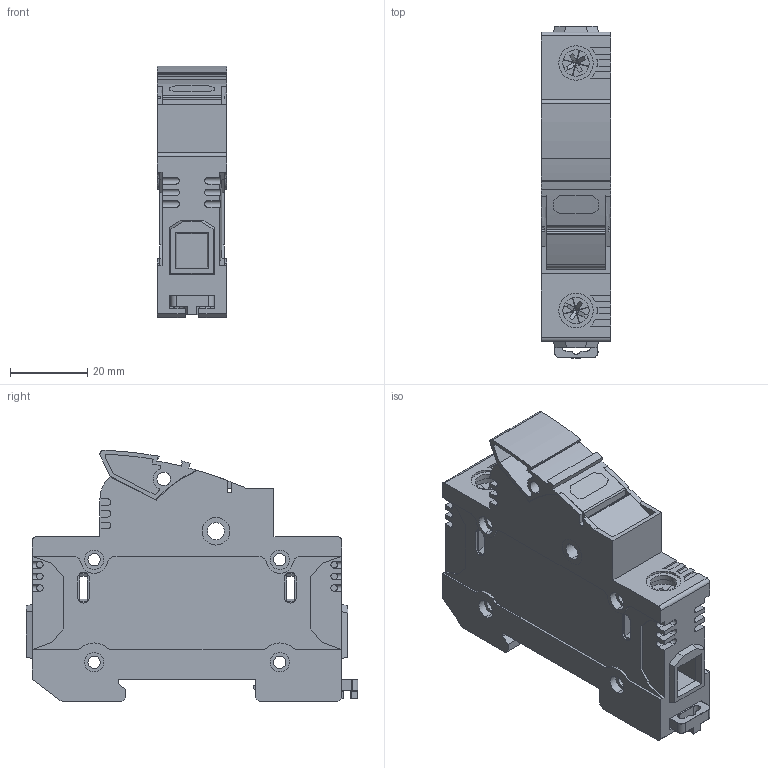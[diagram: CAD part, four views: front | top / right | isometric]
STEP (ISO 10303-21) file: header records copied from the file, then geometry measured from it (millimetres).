
FILE_DESCRIPTION (( 'STEP AP203' ), '1' );
FILE_NAME ('df101-e.ÃÌ Ïðåäîõðàíèòåëü-ðàçúåäèíèòåëü DF 10x38 1Ð (òèï ÏÂÖ) EKF.STEP', '2025-10-01T09:25:45', ( '' ), ( '' ), 'SwSTEP 2.0', 'SolidWorks 2021', '' );
FILE_SCHEMA (( 'CONFIG_CONTROL_DESIGN' ));
Length unit declared in the file: millimetre
Products named in the file (1): df101-e.ÃÌ Ïðåäîõðàíèòåëü-ðàçúåäèíèòåëü DF 10x38 1Ð (òèï ÏÂÖ) EKF
Bounding box: 17.9 x 85.8 x 65 mm (x, y, z)
Volume: 60688.9 mm3; surface area: 25822.7 mm2
Topology: 7 solids, 7 shells, 950 faces, 2399 edges, 1476 vertices
Faces by surface type: plane 458, cylinder 359, torus 65, sphere 36, cone 18, bspline 14
Entity records: 28530 total; most frequent: CARTESIAN_POINT 5530, DIRECTION 4901, ORIENTED_EDGE 4764, EDGE_CURVE 2382, AXIS2_PLACEMENT_3D 1717, VERTEX_POINT 1476, LINE 1467, VECTOR 1467
